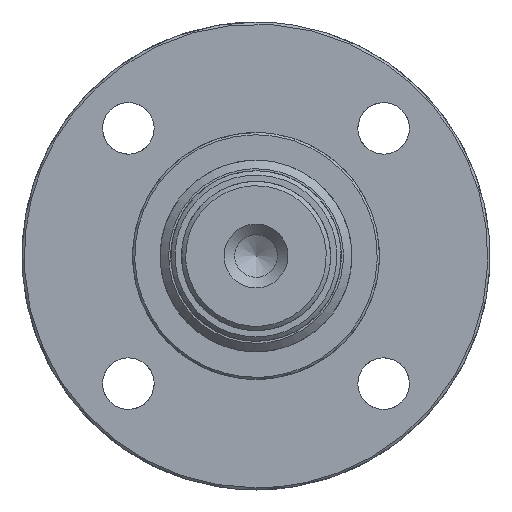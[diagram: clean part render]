
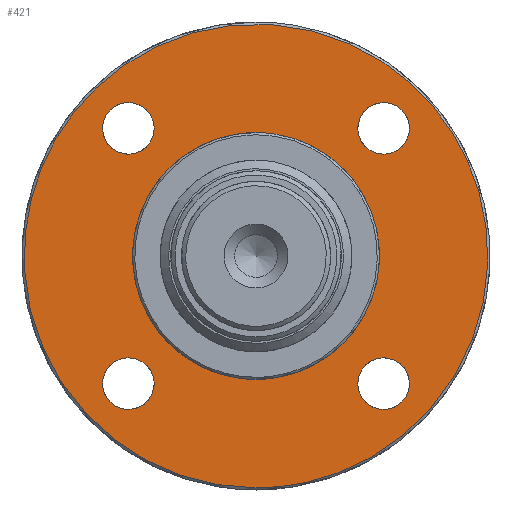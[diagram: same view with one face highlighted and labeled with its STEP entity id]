
A CAD part, left-side view. The second image highlights one B-rep face of the part: STEP entity #421.
In plain terms, the highlighted free-form (B-spline) face has degree [1, 1] with [2, 2] control points.
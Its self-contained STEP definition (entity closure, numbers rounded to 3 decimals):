
#386 = VERTEX_POINT('',#387);
#387 = CARTESIAN_POINT('',(249.095,0.,
    -56.279));
#392 = EDGE_CURVE('',#386,#386,#393,.T.);
#393 = ( BOUNDED_CURVE() B_SPLINE_CURVE(2,(#394,#395,#396,#397,#398,#399
,#400),.UNSPECIFIED.,.T.,.F.) B_SPLINE_CURVE_WITH_KNOTS((3,2,2,3),(
    3.142,5.236,7.33,9.425),
.PIECEWISE_BEZIER_KNOTS.) CURVE() GEOMETRIC_REPRESENTATION_ITEM() 
RATIONAL_B_SPLINE_CURVE((1.,0.5,1.,0.5,1.,0.5,1.)) REPRESENTATION_ITEM(
  '') );
#394 = CARTESIAN_POINT('',(249.095,0.,
    -56.279));
#395 = CARTESIAN_POINT('',(249.095,97.478,
    -56.279));
#396 = CARTESIAN_POINT('',(249.095,48.739,
    28.139));
#397 = CARTESIAN_POINT('',(249.095,0.,
    112.558));
#398 = CARTESIAN_POINT('',(249.095,-48.739,
    28.139));
#399 = CARTESIAN_POINT('',(249.095,-97.478,
    -56.279));
#400 = CARTESIAN_POINT('',(249.095,0.,
    -56.279));
#421 = ADVANCED_FACE('',(#422,#425,#447,#469,#491,#513),#535,.F.);
#422 = FACE_BOUND('',#423,.T.);
#423 = EDGE_LOOP('',(#424));
#424 = ORIENTED_EDGE('',*,*,#392,.F.);
#425 = FACE_BOUND('',#426,.T.);
#426 = EDGE_LOOP('',(#427,#439));
#427 = ORIENTED_EDGE('',*,*,#428,.T.);
#428 = EDGE_CURVE('',#429,#431,#433,.T.);
#429 = VERTEX_POINT('',#430);
#430 = CARTESIAN_POINT('',(249.095,0.,-29.948));
#431 = VERTEX_POINT('',#432);
#432 = CARTESIAN_POINT('',(249.095,0.,
    29.948));
#433 = ( BOUNDED_CURVE() B_SPLINE_CURVE(2,(#434,#435,#436,#437,#438),
.UNSPECIFIED.,.F.,.F.) B_SPLINE_CURVE_WITH_KNOTS((3,2,3),(0.,
1.571,3.142),.PIECEWISE_BEZIER_KNOTS.) CURVE() 
GEOMETRIC_REPRESENTATION_ITEM() RATIONAL_B_SPLINE_CURVE((1.,
0.707,1.,0.707,1.)) REPRESENTATION_ITEM('') );
#434 = CARTESIAN_POINT('',(249.095,0.,-29.948));
#435 = CARTESIAN_POINT('',(249.095,29.948,
    -29.948));
#436 = CARTESIAN_POINT('',(249.095,29.948,
    0.));
#437 = CARTESIAN_POINT('',(249.095,29.948,29.948
    ));
#438 = CARTESIAN_POINT('',(249.095,0.,
    29.948));
#439 = ORIENTED_EDGE('',*,*,#440,.T.);
#440 = EDGE_CURVE('',#431,#429,#441,.T.);
#441 = ( BOUNDED_CURVE() B_SPLINE_CURVE(2,(#442,#443,#444,#445,#446),
.UNSPECIFIED.,.F.,.F.) B_SPLINE_CURVE_WITH_KNOTS((3,2,3),(3.142,
4.712,6.283),.PIECEWISE_BEZIER_KNOTS.) CURVE() 
GEOMETRIC_REPRESENTATION_ITEM() RATIONAL_B_SPLINE_CURVE((1.,
0.707,1.,0.707,1.)) REPRESENTATION_ITEM('') );
#442 = CARTESIAN_POINT('',(249.095,0.,
    29.948));
#443 = CARTESIAN_POINT('',(249.095,-29.948,
    29.948));
#444 = CARTESIAN_POINT('',(249.095,-29.948,
    0.));
#445 = CARTESIAN_POINT('',(249.095,-29.948,
    -29.948));
#446 = CARTESIAN_POINT('',(249.095,0.,
    -29.948));
#447 = FACE_BOUND('',#448,.T.);
#448 = EDGE_LOOP('',(#449,#461));
#449 = ORIENTED_EDGE('',*,*,#450,.T.);
#450 = EDGE_CURVE('',#451,#453,#455,.T.);
#451 = VERTEX_POINT('',#452);
#452 = CARTESIAN_POINT('',(249.095,-30.981,
    37.234));
#453 = VERTEX_POINT('',#454);
#454 = CARTESIAN_POINT('',(249.095,-30.981,
    24.728));
#455 = ( BOUNDED_CURVE() B_SPLINE_CURVE(2,(#456,#457,#458,#459,#460),
.UNSPECIFIED.,.F.,.F.) B_SPLINE_CURVE_WITH_KNOTS((3,2,3),(0.,
1.571,3.142),.PIECEWISE_BEZIER_KNOTS.) CURVE() 
GEOMETRIC_REPRESENTATION_ITEM() RATIONAL_B_SPLINE_CURVE((1.,
0.707,1.,0.707,1.)) REPRESENTATION_ITEM('') );
#456 = CARTESIAN_POINT('',(249.095,-30.981,
    37.234));
#457 = CARTESIAN_POINT('',(249.095,-37.234,
    37.234));
#458 = CARTESIAN_POINT('',(249.095,-37.234,
    30.981));
#459 = CARTESIAN_POINT('',(249.095,-37.234,
    24.728));
#460 = CARTESIAN_POINT('',(249.095,-30.981,
    24.728));
#461 = ORIENTED_EDGE('',*,*,#462,.T.);
#462 = EDGE_CURVE('',#453,#451,#463,.T.);
#463 = ( BOUNDED_CURVE() B_SPLINE_CURVE(2,(#464,#465,#466,#467,#468),
.UNSPECIFIED.,.F.,.F.) B_SPLINE_CURVE_WITH_KNOTS((3,2,3),(3.142,
4.712,6.283),.PIECEWISE_BEZIER_KNOTS.) CURVE() 
GEOMETRIC_REPRESENTATION_ITEM() RATIONAL_B_SPLINE_CURVE((1.,
0.707,1.,0.707,1.)) REPRESENTATION_ITEM('') );
#464 = CARTESIAN_POINT('',(249.095,-30.981,
    24.728));
#465 = CARTESIAN_POINT('',(249.095,-24.728,
    24.728));
#466 = CARTESIAN_POINT('',(249.095,-24.728,
    30.981));
#467 = CARTESIAN_POINT('',(249.095,-24.728,
    37.234));
#468 = CARTESIAN_POINT('',(249.095,-30.981,
    37.234));
#469 = FACE_BOUND('',#470,.T.);
#470 = EDGE_LOOP('',(#471,#483));
#471 = ORIENTED_EDGE('',*,*,#472,.T.);
#472 = EDGE_CURVE('',#473,#475,#477,.T.);
#473 = VERTEX_POINT('',#474);
#474 = CARTESIAN_POINT('',(249.095,-37.234,
    -30.981));
#475 = VERTEX_POINT('',#476);
#476 = CARTESIAN_POINT('',(249.095,-24.728,
    -30.981));
#477 = ( BOUNDED_CURVE() B_SPLINE_CURVE(2,(#478,#479,#480,#481,#482),
.UNSPECIFIED.,.F.,.F.) B_SPLINE_CURVE_WITH_KNOTS((3,2,3),(0.,
1.571,3.142),.PIECEWISE_BEZIER_KNOTS.) CURVE() 
GEOMETRIC_REPRESENTATION_ITEM() RATIONAL_B_SPLINE_CURVE((1.,
0.707,1.,0.707,1.)) REPRESENTATION_ITEM('') );
#478 = CARTESIAN_POINT('',(249.095,-37.234,
    -30.981));
#479 = CARTESIAN_POINT('',(249.095,-37.234,
    -37.234));
#480 = CARTESIAN_POINT('',(249.095,-30.981,
    -37.234));
#481 = CARTESIAN_POINT('',(249.095,-24.728,
    -37.234));
#482 = CARTESIAN_POINT('',(249.095,-24.728,
    -30.981));
#483 = ORIENTED_EDGE('',*,*,#484,.T.);
#484 = EDGE_CURVE('',#475,#473,#485,.T.);
#485 = ( BOUNDED_CURVE() B_SPLINE_CURVE(2,(#486,#487,#488,#489,#490),
.UNSPECIFIED.,.F.,.F.) B_SPLINE_CURVE_WITH_KNOTS((3,2,3),(3.142,
4.712,6.283),.PIECEWISE_BEZIER_KNOTS.) CURVE() 
GEOMETRIC_REPRESENTATION_ITEM() RATIONAL_B_SPLINE_CURVE((1.,
0.707,1.,0.707,1.)) REPRESENTATION_ITEM('') );
#486 = CARTESIAN_POINT('',(249.095,-24.728,
    -30.981));
#487 = CARTESIAN_POINT('',(249.095,-24.728,
    -24.728));
#488 = CARTESIAN_POINT('',(249.095,-30.981,
    -24.728));
#489 = CARTESIAN_POINT('',(249.095,-37.234,
    -24.728));
#490 = CARTESIAN_POINT('',(249.095,-37.234,
    -30.981));
#491 = FACE_BOUND('',#492,.T.);
#492 = EDGE_LOOP('',(#493,#505));
#493 = ORIENTED_EDGE('',*,*,#494,.T.);
#494 = EDGE_CURVE('',#495,#497,#499,.T.);
#495 = VERTEX_POINT('',#496);
#496 = CARTESIAN_POINT('',(249.095,30.981,
    -37.234));
#497 = VERTEX_POINT('',#498);
#498 = CARTESIAN_POINT('',(249.095,30.981,
    -24.728));
#499 = ( BOUNDED_CURVE() B_SPLINE_CURVE(2,(#500,#501,#502,#503,#504),
.UNSPECIFIED.,.F.,.F.) B_SPLINE_CURVE_WITH_KNOTS((3,2,3),(0.,
1.571,3.142),.PIECEWISE_BEZIER_KNOTS.) CURVE() 
GEOMETRIC_REPRESENTATION_ITEM() RATIONAL_B_SPLINE_CURVE((1.,
0.707,1.,0.707,1.)) REPRESENTATION_ITEM('') );
#500 = CARTESIAN_POINT('',(249.095,30.981,
    -37.234));
#501 = CARTESIAN_POINT('',(249.095,37.234,
    -37.234));
#502 = CARTESIAN_POINT('',(249.095,37.234,
    -30.981));
#503 = CARTESIAN_POINT('',(249.095,37.234,
    -24.728));
#504 = CARTESIAN_POINT('',(249.095,30.981,
    -24.728));
#505 = ORIENTED_EDGE('',*,*,#506,.T.);
#506 = EDGE_CURVE('',#497,#495,#507,.T.);
#507 = ( BOUNDED_CURVE() B_SPLINE_CURVE(2,(#508,#509,#510,#511,#512),
.UNSPECIFIED.,.F.,.F.) B_SPLINE_CURVE_WITH_KNOTS((3,2,3),(3.142,
4.712,6.283),.PIECEWISE_BEZIER_KNOTS.) CURVE() 
GEOMETRIC_REPRESENTATION_ITEM() RATIONAL_B_SPLINE_CURVE((1.,
0.707,1.,0.707,1.)) REPRESENTATION_ITEM('') );
#508 = CARTESIAN_POINT('',(249.095,30.981,
    -24.728));
#509 = CARTESIAN_POINT('',(249.095,24.728,
    -24.728));
#510 = CARTESIAN_POINT('',(249.095,24.728,
    -30.981));
#511 = CARTESIAN_POINT('',(249.095,24.728,
    -37.234));
#512 = CARTESIAN_POINT('',(249.095,30.981,
    -37.234));
#513 = FACE_BOUND('',#514,.T.);
#514 = EDGE_LOOP('',(#515,#527));
#515 = ORIENTED_EDGE('',*,*,#516,.T.);
#516 = EDGE_CURVE('',#517,#519,#521,.T.);
#517 = VERTEX_POINT('',#518);
#518 = CARTESIAN_POINT('',(249.095,37.234,
    30.981));
#519 = VERTEX_POINT('',#520);
#520 = CARTESIAN_POINT('',(249.095,24.728,
    30.981));
#521 = ( BOUNDED_CURVE() B_SPLINE_CURVE(2,(#522,#523,#524,#525,#526),
.UNSPECIFIED.,.F.,.F.) B_SPLINE_CURVE_WITH_KNOTS((3,2,3),(0.,
1.571,3.142),.PIECEWISE_BEZIER_KNOTS.) CURVE() 
GEOMETRIC_REPRESENTATION_ITEM() RATIONAL_B_SPLINE_CURVE((1.,
0.707,1.,0.707,1.)) REPRESENTATION_ITEM('') );
#522 = CARTESIAN_POINT('',(249.095,37.234,
    30.981));
#523 = CARTESIAN_POINT('',(249.095,37.234,
    37.234));
#524 = CARTESIAN_POINT('',(249.095,30.981,
    37.234));
#525 = CARTESIAN_POINT('',(249.095,24.728,
    37.234));
#526 = CARTESIAN_POINT('',(249.095,24.728,
    30.981));
#527 = ORIENTED_EDGE('',*,*,#528,.T.);
#528 = EDGE_CURVE('',#519,#517,#529,.T.);
#529 = ( BOUNDED_CURVE() B_SPLINE_CURVE(2,(#530,#531,#532,#533,#534),
.UNSPECIFIED.,.F.,.F.) B_SPLINE_CURVE_WITH_KNOTS((3,2,3),(3.142,
4.712,6.283),.PIECEWISE_BEZIER_KNOTS.) CURVE() 
GEOMETRIC_REPRESENTATION_ITEM() RATIONAL_B_SPLINE_CURVE((1.,
0.707,1.,0.707,1.)) REPRESENTATION_ITEM('') );
#530 = CARTESIAN_POINT('',(249.095,24.728,
    30.981));
#531 = CARTESIAN_POINT('',(249.095,24.728,24.728
    ));
#532 = CARTESIAN_POINT('',(249.095,30.981,
    24.728));
#533 = CARTESIAN_POINT('',(249.095,37.234,
    24.728));
#534 = CARTESIAN_POINT('',(249.095,37.234,
    30.981));
#535 = B_SPLINE_SURFACE_WITH_KNOTS('',1,1,(
    (#536,#537)
    ,(#538,#539
    )),.UNSPECIFIED.,.F.,.F.,.F.,(2,2),(2,2),(-54.45,54.45),(-54.45,
    54.45),.PIECEWISE_BEZIER_KNOTS.);
#536 = CARTESIAN_POINT('',(249.095,-56.279,
    56.279));
#537 = CARTESIAN_POINT('',(249.095,56.279,
    56.279));
#538 = CARTESIAN_POINT('',(249.095,-56.279,
    -56.279));
#539 = CARTESIAN_POINT('',(249.095,56.279,
    -56.279));
